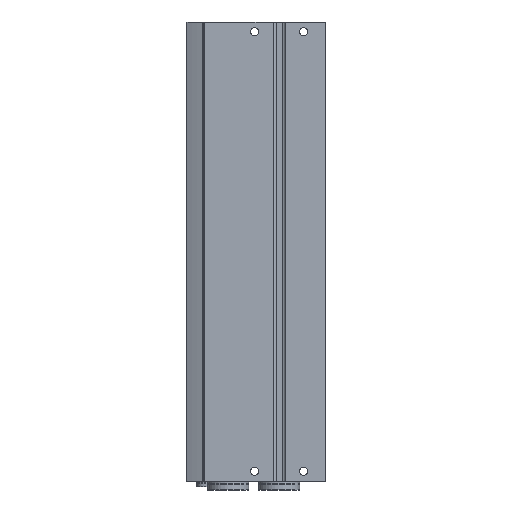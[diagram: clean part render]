
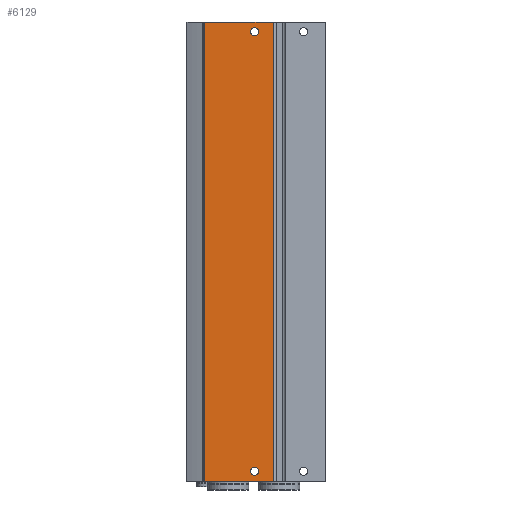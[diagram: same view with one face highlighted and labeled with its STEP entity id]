
A CAD part, front view. The second image highlights one B-rep face of the part: STEP entity #6129.
In plain terms, the highlighted planar face has unit normal (0, -1, 0).
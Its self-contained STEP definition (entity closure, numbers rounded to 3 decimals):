
#323=PLANE('',#6625);
#514=CIRCLE('',#6626,3.15);
#515=CIRCLE('',#6627,3.15);
#986=ORIENTED_EDGE('',*,*,#2522,.F.);
#987=ORIENTED_EDGE('',*,*,#2523,.F.);
#988=ORIENTED_EDGE('',*,*,#2524,.F.);
#989=ORIENTED_EDGE('',*,*,#2521,.F.);
#990=ORIENTED_EDGE('',*,*,#2525,.T.);
#991=ORIENTED_EDGE('',*,*,#2526,.T.);
#2521=EDGE_CURVE('',#3286,#3285,#3857,.T.);
#2522=EDGE_CURVE('',#3287,#3287,#514,.T.);
#2523=EDGE_CURVE('',#3288,#3288,#515,.T.);
#2524=EDGE_CURVE('',#3285,#3289,#3858,.T.);
#2525=EDGE_CURVE('',#3286,#3290,#3859,.T.);
#2526=EDGE_CURVE('',#3290,#3289,#3860,.T.);
#3285=VERTEX_POINT('',#9996);
#3286=VERTEX_POINT('',#9998);
#3287=VERTEX_POINT('',#10002);
#3288=VERTEX_POINT('',#10004);
#3289=VERTEX_POINT('',#10006);
#3290=VERTEX_POINT('',#10008);
#3857=LINE('',#9999,#4224);
#3858=LINE('',#10005,#4225);
#3859=LINE('',#10007,#4226);
#3860=LINE('',#10009,#4227);
#4224=VECTOR('',#7491,1000.);
#4225=VECTOR('',#7498,1000.);
#4226=VECTOR('',#7499,1000.);
#4227=VECTOR('',#7500,1000.);
#4603=EDGE_LOOP('',(#986));
#4604=EDGE_LOOP('',(#987));
#4605=EDGE_LOOP('',(#988,#989,#990,#991));
#5300=FACE_BOUND('',#4603,.T.);
#5301=FACE_BOUND('',#4604,.T.);
#5302=FACE_BOUND('',#4605,.T.);
#6129=ADVANCED_FACE('',(#5300,#5301,#5302),#323,.T.);
#6625=AXIS2_PLACEMENT_3D('',#10000,#7492,#7493);
#6626=AXIS2_PLACEMENT_3D('',#10001,#7494,#7495);
#6627=AXIS2_PLACEMENT_3D('',#10003,#7496,#7497);
#7491=DIRECTION('',(0.,0.,1.));
#7492=DIRECTION('',(0.,-1.,0.));
#7493=DIRECTION('',(0.,0.,-1.));
#7494=DIRECTION('',(0.,-1.,0.));
#7495=DIRECTION('',(0.,0.,-1.));
#7496=DIRECTION('',(0.,-1.,0.));
#7497=DIRECTION('',(0.,0.,-1.));
#7498=DIRECTION('',(1.,0.,0.));
#7499=DIRECTION('',(1.,0.,0.));
#7500=DIRECTION('',(0.,0.,1.));
#9996=CARTESIAN_POINT('',(-57.5,0.,0.));
#9998=CARTESIAN_POINT('',(-57.5,0.,-356.));
#9999=CARTESIAN_POINT('',(-57.5,0.,-356.));
#10000=CARTESIAN_POINT('',(-57.5,0.,-356.));
#10001=CARTESIAN_POINT('',(-19.,0.,-348.5));
#10002=CARTESIAN_POINT('',(-19.,0.,-351.65));
#10003=CARTESIAN_POINT('',(-19.,0.,-7.5));
#10004=CARTESIAN_POINT('',(-19.,0.,-10.65));
#10005=CARTESIAN_POINT('',(-57.5,0.,0.));
#10006=CARTESIAN_POINT('',(-4.7,0.,0.));
#10007=CARTESIAN_POINT('',(-57.5,0.,-356.));
#10008=CARTESIAN_POINT('',(-4.7,0.,-356.));
#10009=CARTESIAN_POINT('',(-4.7,0.,-356.));
